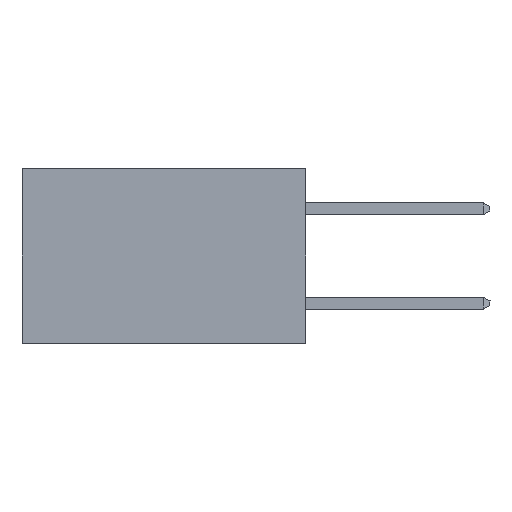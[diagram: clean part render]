
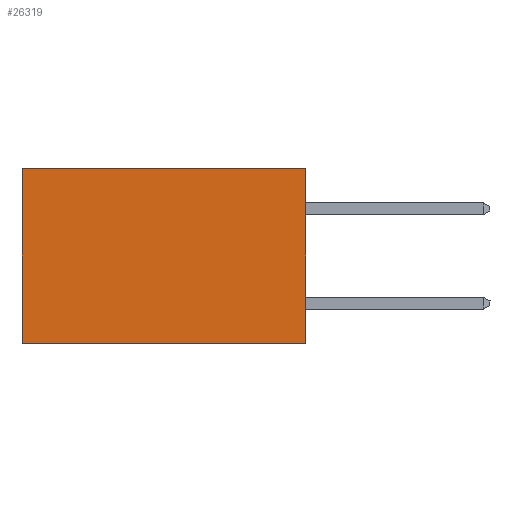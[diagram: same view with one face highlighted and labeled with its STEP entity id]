
A CAD part, left-side view. The second image highlights one B-rep face of the part: STEP entity #26319.
In plain terms, the highlighted planar face has unit normal (-1, 0, 0).
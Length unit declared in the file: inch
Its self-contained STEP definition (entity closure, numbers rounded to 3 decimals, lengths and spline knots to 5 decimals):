
#1392 = CARTESIAN_POINT ( 'NONE',  ( 0.298, 0., 0. ) ) ;
#2224 = LINE ( 'NONE', #6538, #3853 ) ;
#2433 = CARTESIAN_POINT ( 'NONE',  ( 0.298, 0., 0. ) ) ;
#3853 = VECTOR ( 'NONE', #12932, 39.37008 ) ;
#4587 = VERTEX_POINT ( 'NONE', #9405 ) ;
#4651 = DIRECTION ( 'NONE',  ( 0., 1., 0. ) ) ;
#4911 = VERTEX_POINT ( 'NONE', #1392 ) ;
#5160 = VERTEX_POINT ( 'NONE', #15488 ) ;
#5183 = EDGE_CURVE ( 'NONE', #4587, #5160, #15769, .T. ) ;
#6538 = CARTESIAN_POINT ( 'NONE',  ( 0.298, 0., 0. ) ) ;
#7050 = EDGE_CURVE ( 'NONE', #4911, #11500, #2224, .T. ) ;
#7386 = CARTESIAN_POINT ( 'NONE',  ( 0.298, 0.6, 0. ) ) ;
#8199 = EDGE_LOOP ( 'NONE', ( #21887, #18920, #8659, #19891 ) ) ;
#8222 = AXIS2_PLACEMENT_3D ( 'NONE', #18858, #10566, #14535 ) ;
#8659 = ORIENTED_EDGE ( 'NONE', *, *, #22209, .F. ) ;
#8719 = CARTESIAN_POINT ( 'NONE',  ( 0.298, 0.6, 0. ) ) ;
#9000 = CARTESIAN_POINT ( 'NONE',  ( 0.298, 0., -0.37 ) ) ;
#9004 = VECTOR ( 'NONE', #27749, 39.37008 ) ;
#9405 = CARTESIAN_POINT ( 'NONE',  ( 0.298, 0., -0.37 ) ) ;
#10566 = DIRECTION ( 'NONE',  ( 1., 0., 0. ) ) ;
#11500 = VERTEX_POINT ( 'NONE', #7386 ) ;
#12278 = PLANE ( 'NONE',  #8222 ) ;
#12932 = DIRECTION ( 'NONE',  ( 0., 1., 0. ) ) ;
#14535 = DIRECTION ( 'NONE',  ( 0., 0., -1. ) ) ;
#14646 = FACE_OUTER_BOUND ( 'NONE', #8199, .T. ) ;
#15003 = VECTOR ( 'NONE', #19532, 39.37008 ) ;
#15488 = CARTESIAN_POINT ( 'NONE',  ( 0.298, 0.6, -0.37 ) ) ;
#15769 = LINE ( 'NONE', #9000, #21750 ) ;
#17173 = EDGE_CURVE ( 'NONE', #11500, #5160, #19698, .T. ) ;
#18858 = CARTESIAN_POINT ( 'NONE',  ( 0.298, 0., 0. ) ) ;
#18920 = ORIENTED_EDGE ( 'NONE', *, *, #5183, .F. ) ;
#19532 = DIRECTION ( 'NONE',  ( 0., 0., -1. ) ) ;
#19698 = LINE ( 'NONE', #8719, #15003 ) ;
#19891 = ORIENTED_EDGE ( 'NONE', *, *, #7050, .T. ) ;
#21750 = VECTOR ( 'NONE', #4651, 39.37008 ) ;
#21760 = LINE ( 'NONE', #2433, #9004 ) ;
#21887 = ORIENTED_EDGE ( 'NONE', *, *, #17173, .T. ) ;
#22209 = EDGE_CURVE ( 'NONE', #4911, #4587, #21760, .T. ) ;
#26319 = ADVANCED_FACE ( 'NONE', ( #14646 ), #12278, .F. ) ;
#27749 = DIRECTION ( 'NONE',  ( 0., 0., -1. ) ) ;
